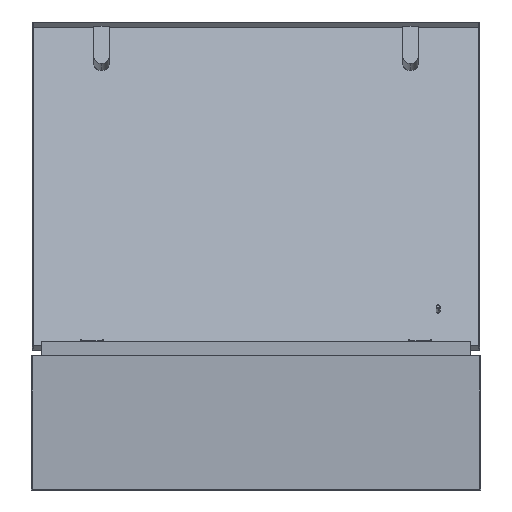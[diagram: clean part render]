
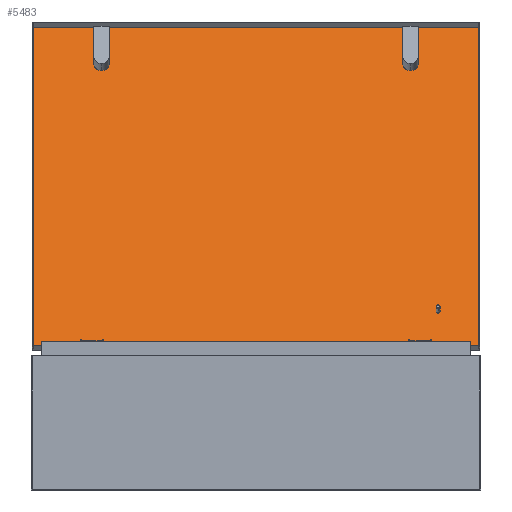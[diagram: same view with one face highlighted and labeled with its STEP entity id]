
A CAD part, left-side view. The second image highlights one B-rep face of the part: STEP entity #5483.
In plain terms, the highlighted face is planar.
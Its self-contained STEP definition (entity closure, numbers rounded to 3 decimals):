
#77 = CARTESIAN_POINT ( 'NONE',  ( 247.5, 0., -1. ) ) ;
#102 = CARTESIAN_POINT ( 'NONE',  ( 185.5, -263.5, -1. ) ) ;
#328 = AXIS2_PLACEMENT_3D ( 'NONE', #4095, #1205, #5692 ) ;
#497 = LINE ( 'NONE', #77, #4132 ) ;
#507 = CARTESIAN_POINT ( 'NONE',  ( -193.5, 223.5, -1. ) ) ;
#527 = CARTESIAN_POINT ( 'NONE',  ( -182., 223.5, -1. ) ) ;
#654 = EDGE_LOOP ( 'NONE', ( #6283, #2391, #4209, #5745 ) ) ;
#762 = EDGE_CURVE ( 'NONE', #1173, #4982, #5312, .T. ) ;
#876 = EDGE_CURVE ( 'NONE', #2687, #1953, #1463, .T. ) ;
#887 = ORIENTED_EDGE ( 'NONE', *, *, #1678, .F. ) ;
#981 = DIRECTION ( 'NONE',  ( 0., 0., 1. ) ) ;
#1046 = CIRCLE ( 'NONE', #5095, 11.5 ) ;
#1098 = EDGE_LOOP ( 'NONE', ( #6210, #6005 ) ) ;
#1173 = VERTEX_POINT ( 'NONE', #2362 ) ;
#1183 = DIRECTION ( 'NONE',  ( 1., 0., 0. ) ) ;
#1205 = DIRECTION ( 'NONE',  ( 0., 0., 1. ) ) ;
#1264 = CIRCLE ( 'NONE', #3474, 11.5 ) ;
#1316 = PLANE ( 'NONE',  #328 ) ;
#1337 = DIRECTION ( 'NONE',  ( 0., 0., -1. ) ) ;
#1343 = DIRECTION ( 'NONE',  ( -1., 0., 0. ) ) ;
#1389 = CARTESIAN_POINT ( 'NONE',  ( -247.5, 322.5, -1. ) ) ;
#1401 = AXIS2_PLACEMENT_3D ( 'NONE', #3050, #1337, #4226 ) ;
#1407 = CARTESIAN_POINT ( 'NONE',  ( -193.5, -223.5, -1. ) ) ;
#1463 = CIRCLE ( 'NONE', #4033, 11.5 ) ;
#1499 = AXIS2_PLACEMENT_3D ( 'NONE', #1955, #5390, #2816 ) ;
#1575 = ORIENTED_EDGE ( 'NONE', *, *, #5026, .T. ) ;
#1678 = EDGE_CURVE ( 'NONE', #1852, #4600, #4353, .T. ) ;
#1689 = AXIS2_PLACEMENT_3D ( 'NONE', #1407, #981, #1816 ) ;
#1722 = FACE_OUTER_BOUND ( 'NONE', #654, .T. ) ;
#1816 = DIRECTION ( 'NONE',  ( 1., 0., 0. ) ) ;
#1852 = VERTEX_POINT ( 'NONE', #102 ) ;
#1953 = VERTEX_POINT ( 'NONE', #527 ) ;
#1955 = CARTESIAN_POINT ( 'NONE',  ( 188.5, -263.5, -1. ) ) ;
#2090 = VECTOR ( 'NONE', #3873, 1000. ) ;
#2171 = CARTESIAN_POINT ( 'NONE',  ( 0., -322.5, -1. ) ) ;
#2286 = ORIENTED_EDGE ( 'NONE', *, *, #4062, .F. ) ;
#2321 = LINE ( 'NONE', #6277, #5837 ) ;
#2362 = CARTESIAN_POINT ( 'NONE',  ( 247.5, 322.5, -1. ) ) ;
#2391 = ORIENTED_EDGE ( 'NONE', *, *, #762, .F. ) ;
#2526 = EDGE_CURVE ( 'NONE', #5919, #5398, #4814, .T. ) ;
#2607 = CARTESIAN_POINT ( 'NONE',  ( -205., 223.5, -1. ) ) ;
#2612 = CARTESIAN_POINT ( 'NONE',  ( -247.5, -322.5, -1. ) ) ;
#2625 = CARTESIAN_POINT ( 'NONE',  ( 0., 322.5, -1. ) ) ;
#2683 = CARTESIAN_POINT ( 'NONE',  ( -193.5, 223.5, -1. ) ) ;
#2687 = VERTEX_POINT ( 'NONE', #2607 ) ;
#2816 = DIRECTION ( 'NONE',  ( 1., 0., 0. ) ) ;
#2961 = CARTESIAN_POINT ( 'NONE',  ( -193.5, -223.5, -1. ) ) ;
#3027 = LINE ( 'NONE', #2171, #2090 ) ;
#3034 = ORIENTED_EDGE ( 'NONE', *, *, #2526, .T. ) ;
#3050 = CARTESIAN_POINT ( 'NONE',  ( 188.5, -263.5, -1. ) ) ;
#3108 = CARTESIAN_POINT ( 'NONE',  ( 191.5, -263.5, -1. ) ) ;
#3334 = FACE_BOUND ( 'NONE', #1098, .T. ) ;
#3358 = CARTESIAN_POINT ( 'NONE',  ( 247.5, -322.5, -1. ) ) ;
#3474 = AXIS2_PLACEMENT_3D ( 'NONE', #2961, #4329, #5228 ) ;
#3549 = FACE_BOUND ( 'NONE', #4045, .T. ) ;
#3628 = EDGE_CURVE ( 'NONE', #4982, #6016, #2321, .T. ) ;
#3873 = DIRECTION ( 'NONE',  ( 1., 0., 0. ) ) ;
#4033 = AXIS2_PLACEMENT_3D ( 'NONE', #2683, #4285, #1183 ) ;
#4045 = EDGE_LOOP ( 'NONE', ( #3034, #1575 ) ) ;
#4062 = EDGE_CURVE ( 'NONE', #4600, #1852, #4834, .T. ) ;
#4095 = CARTESIAN_POINT ( 'NONE',  ( 0., 0., -1. ) ) ;
#4110 = VERTEX_POINT ( 'NONE', #3358 ) ;
#4115 = DIRECTION ( 'NONE',  ( 1., 0., 0. ) ) ;
#4132 = VECTOR ( 'NONE', #5494, 1000. ) ;
#4207 = FACE_BOUND ( 'NONE', #5451, .T. ) ;
#4209 = ORIENTED_EDGE ( 'NONE', *, *, #4379, .F. ) ;
#4226 = DIRECTION ( 'NONE',  ( 1., 0., 0. ) ) ;
#4285 = DIRECTION ( 'NONE',  ( 0., 0., 1. ) ) ;
#4329 = DIRECTION ( 'NONE',  ( 0., 0., 1. ) ) ;
#4338 = DIRECTION ( 'NONE',  ( 0., -1., 0. ) ) ;
#4353 = CIRCLE ( 'NONE', #1499, 3. ) ;
#4379 = EDGE_CURVE ( 'NONE', #4110, #1173, #497, .T. ) ;
#4413 = DIRECTION ( 'NONE',  ( 0., 0., 1. ) ) ;
#4600 = VERTEX_POINT ( 'NONE', #3108 ) ;
#4814 = CIRCLE ( 'NONE', #1689, 11.5 ) ;
#4834 = CIRCLE ( 'NONE', #1401, 3. ) ;
#4982 = VERTEX_POINT ( 'NONE', #1389 ) ;
#5026 = EDGE_CURVE ( 'NONE', #5398, #5919, #1264, .T. ) ;
#5095 = AXIS2_PLACEMENT_3D ( 'NONE', #507, #4413, #4115 ) ;
#5228 = DIRECTION ( 'NONE',  ( 1., 0., 0. ) ) ;
#5312 = LINE ( 'NONE', #2625, #6460 ) ;
#5390 = DIRECTION ( 'NONE',  ( 0., 0., -1. ) ) ;
#5398 = VERTEX_POINT ( 'NONE', #6202 ) ;
#5451 = EDGE_LOOP ( 'NONE', ( #2286, #887 ) ) ;
#5483 = ADVANCED_FACE ( 'NONE', ( #3549, #3334, #1722, #4207 ), #1316, .F. ) ;
#5494 = DIRECTION ( 'NONE',  ( 0., 1., 0. ) ) ;
#5615 = EDGE_CURVE ( 'NONE', #1953, #2687, #1046, .T. ) ;
#5692 = DIRECTION ( 'NONE',  ( 1., 0., 0. ) ) ;
#5745 = ORIENTED_EDGE ( 'NONE', *, *, #6376, .F. ) ;
#5837 = VECTOR ( 'NONE', #4338, 1000. ) ;
#5919 = VERTEX_POINT ( 'NONE', #6239 ) ;
#6005 = ORIENTED_EDGE ( 'NONE', *, *, #876, .T. ) ;
#6016 = VERTEX_POINT ( 'NONE', #2612 ) ;
#6202 = CARTESIAN_POINT ( 'NONE',  ( -205., -223.5, -1. ) ) ;
#6210 = ORIENTED_EDGE ( 'NONE', *, *, #5615, .T. ) ;
#6239 = CARTESIAN_POINT ( 'NONE',  ( -182., -223.5, -1. ) ) ;
#6277 = CARTESIAN_POINT ( 'NONE',  ( -247.5, 0., -1. ) ) ;
#6283 = ORIENTED_EDGE ( 'NONE', *, *, #3628, .F. ) ;
#6376 = EDGE_CURVE ( 'NONE', #6016, #4110, #3027, .T. ) ;
#6460 = VECTOR ( 'NONE', #1343, 1000. ) ;
